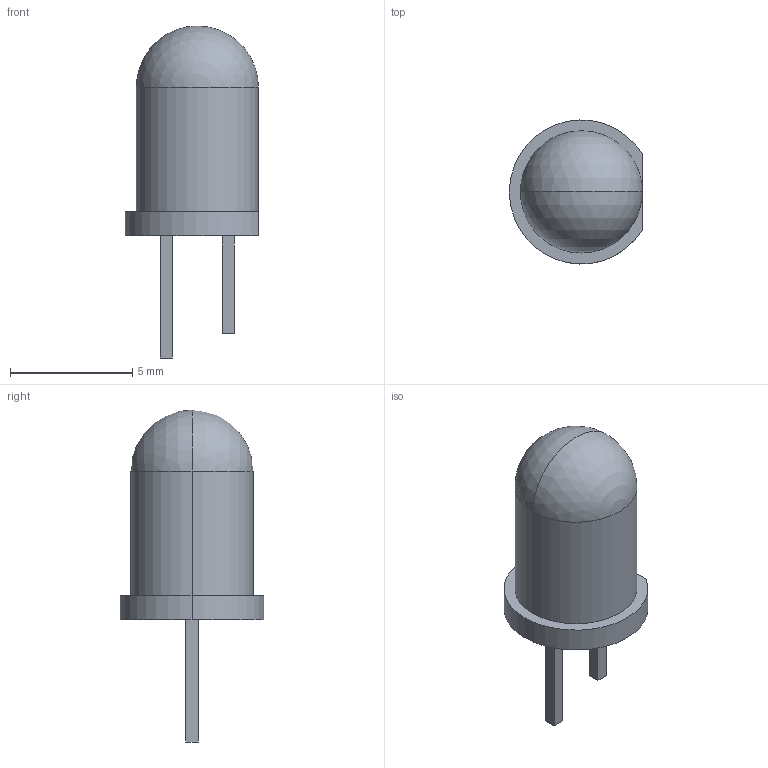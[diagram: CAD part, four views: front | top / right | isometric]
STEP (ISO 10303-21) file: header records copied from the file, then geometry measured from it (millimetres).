
FILE_DESCRIPTION (( 'STEP AP214' ), '1' );
FILE_NAME ('LED-TH_BD5.0-P2.54-RD_RED.step', '2022-07-08T13:19:48', ( '' ), ( '' ), 'SwSTEP 2.0', 'SolidWorks 2020', '' );
FILE_SCHEMA (( 'AUTOMOTIVE_DESIGN' ));
Length unit declared in the file: millimetre
Products named in the file (1): LED-TH_BD5.0-P2.54-RD_RED
Bounding box: 5.46 x 5.9 x 13.6 mm (x, y, z)
Volume: 161.5 mm3; surface area: 189.2 mm2
Topology: 1 solids, 1 shells, 302 faces, 817 edges, 543 vertices
Faces by surface type: plane 184, bspline 112, cylinder 4, sphere 2
Entity records: 13920 total; most frequent: CARTESIAN_POINT 3761, ORIENTED_EDGE 1626, DIRECTION 977, EDGE_CURVE 813, VECTOR 575, LINE 575, VERTEX_POINT 541, EDGE_LOOP 330
